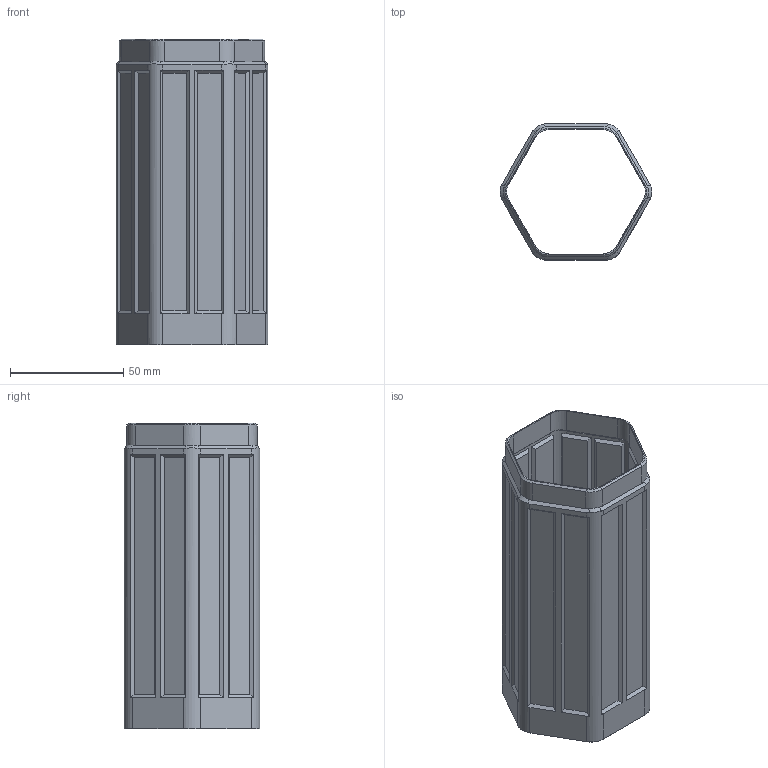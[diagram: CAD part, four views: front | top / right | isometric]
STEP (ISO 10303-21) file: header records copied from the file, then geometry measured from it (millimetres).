
FILE_DESCRIPTION(/* description */ (''),/* implementation_level */ '2;1');
FILE_NAME(/* name */ 'Mid2.step',/* time_stamp */ '2023-09-06T13:24:16-04:00',/* author */ (''),/* organization */ (''),/* preprocessor_version */ 'ST-DEVELOPER v20',/* originating_system */ 'Autodesk Translation Framework v12.9.0.99',/* authorisation */ '');
FILE_SCHEMA (('AUTOMOTIVE_DESIGN { 1 0 10303 214 3 1 1 }'));
Length unit declared in the file: millimetre
Products named in the file (1): Mid2
Bounding box: 66.96 x 60 x 135 mm (x, y, z)
Volume: 35754.7 mm3; surface area: 56668.2 mm2
Topology: 1 solids, 1 shells, 218 faces, 636 edges, 420 vertices
Faces by surface type: plane 170, cylinder 42, cone 6
Entity records: 7249 total; most frequent: CARTESIAN_POINT 1275, ORIENTED_EDGE 1272, DIRECTION 1242, EDGE_CURVE 636, LINE 468, VECTOR 468, VERTEX_POINT 420, AXIS2_PLACEMENT_3D 387
